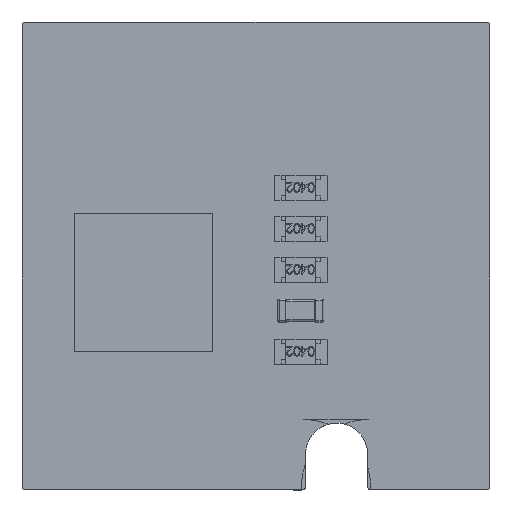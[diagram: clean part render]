
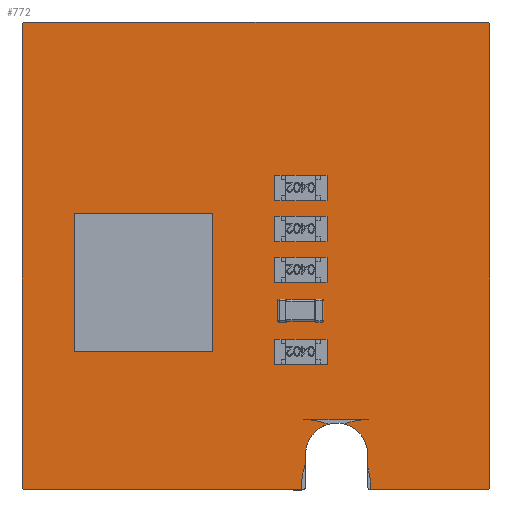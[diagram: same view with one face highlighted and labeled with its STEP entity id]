
A CAD part, top view. The second image highlights one B-rep face of the part: STEP entity #772.
In plain terms, the highlighted planar face has unit normal (0, 0, 1).
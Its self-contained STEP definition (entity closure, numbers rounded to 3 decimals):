
#109 = VERTEX_POINT('',#110);
#110 = CARTESIAN_POINT('',(0.,-0.077,1.001));
#116 = EDGE_CURVE('',#109,#117,#119,.T.);
#117 = VERTEX_POINT('',#118);
#118 = CARTESIAN_POINT('',(-0.077,0.,
    1.001));
#119 = CIRCLE('',#120,0.079);
#120 = AXIS2_PLACEMENT_3D('',#121,#122,#123);
#121 = CARTESIAN_POINT('',(0.002,0.002,
    1.001));
#122 = DIRECTION('',(0.,0.,-1.));
#123 = DIRECTION('',(-0.02,-1.,0.));
#149 = EDGE_CURVE('',#117,#150,#152,.T.);
#150 = VERTEX_POINT('',#151);
#151 = CARTESIAN_POINT('',(-0.077,10.,1.001));
#152 = LINE('',#153,#154);
#153 = CARTESIAN_POINT('',(-0.077,0.,1.001));
#154 = VECTOR('',#155,1.);
#155 = DIRECTION('',(0.,1.,0.));
#180 = EDGE_CURVE('',#150,#181,#183,.T.);
#181 = VERTEX_POINT('',#182);
#182 = CARTESIAN_POINT('',(0.,10.077,
    1.001));
#183 = CIRCLE('',#184,0.079);
#184 = AXIS2_PLACEMENT_3D('',#185,#186,#187);
#185 = CARTESIAN_POINT('',(0.002,9.998,1.001)
  );
#186 = DIRECTION('',(0.,0.,-1.));
#187 = DIRECTION('',(-1.,0.02,0.));
#213 = EDGE_CURVE('',#181,#214,#216,.T.);
#214 = VERTEX_POINT('',#215);
#215 = CARTESIAN_POINT('',(10.,10.077,1.001));
#216 = LINE('',#217,#218);
#217 = CARTESIAN_POINT('',(0.,10.077,1.001));
#218 = VECTOR('',#219,1.);
#219 = DIRECTION('',(1.,0.,0.));
#244 = EDGE_CURVE('',#214,#245,#247,.T.);
#245 = VERTEX_POINT('',#246);
#246 = CARTESIAN_POINT('',(10.077,10.,1.001));
#247 = CIRCLE('',#248,0.079);
#248 = AXIS2_PLACEMENT_3D('',#249,#250,#251);
#249 = CARTESIAN_POINT('',(9.998,9.998,1.001));
#250 = DIRECTION('',(0.,0.,-1.));
#251 = DIRECTION('',(0.02,1.,0.));
#277 = EDGE_CURVE('',#245,#278,#280,.T.);
#278 = VERTEX_POINT('',#279);
#279 = CARTESIAN_POINT('',(10.077,0.,
    1.001));
#280 = LINE('',#281,#282);
#281 = CARTESIAN_POINT('',(10.077,10.,1.001));
#282 = VECTOR('',#283,1.);
#283 = DIRECTION('',(0.,-1.,0.));
#308 = EDGE_CURVE('',#278,#309,#311,.T.);
#309 = VERTEX_POINT('',#310);
#310 = CARTESIAN_POINT('',(10.,-0.077,1.001));
#311 = CIRCLE('',#312,0.079);
#312 = AXIS2_PLACEMENT_3D('',#313,#314,#315);
#313 = CARTESIAN_POINT('',(9.998,0.002,1.001)
  );
#314 = DIRECTION('',(0.,0.,-1.));
#315 = DIRECTION('',(1.,-0.02,0.));
#341 = EDGE_CURVE('',#309,#342,#344,.T.);
#342 = VERTEX_POINT('',#343);
#343 = CARTESIAN_POINT('',(7.5,-0.077,1.001));
#344 = LINE('',#345,#346);
#345 = CARTESIAN_POINT('',(10.,-0.077,1.001));
#346 = VECTOR('',#347,1.);
#347 = DIRECTION('',(-1.,0.,0.));
#372 = EDGE_CURVE('',#342,#373,#375,.T.);
#373 = VERTEX_POINT('',#374);
#374 = CARTESIAN_POINT('',(7.485,-0.075,1.001)
  );
#375 = CIRCLE('',#376,0.079);
#376 = AXIS2_PLACEMENT_3D('',#377,#378,#379);
#377 = CARTESIAN_POINT('',(7.502,0.002,1.001));
#378 = DIRECTION('',(0.,0.,-1.));
#379 = DIRECTION('',(-0.02,-1.,0.));
#405 = EDGE_CURVE('',#373,#406,#408,.T.);
#406 = VERTEX_POINT('',#407);
#407 = CARTESIAN_POINT('',(7.423,0.427,1.001));
#408 = CIRCLE('',#409,1.45);
#409 = AXIS2_PLACEMENT_3D('',#410,#411,#412);
#410 = CARTESIAN_POINT('',(6.037,0.,1.001));
#411 = DIRECTION('',(0.,0.,1.));
#412 = DIRECTION('',(0.,-1.,0.));
#438 = EDGE_CURVE('',#406,#439,#441,.T.);
#439 = VERTEX_POINT('',#440);
#440 = CARTESIAN_POINT('',(7.423,0.7,1.001));
#441 = LINE('',#442,#443);
#442 = CARTESIAN_POINT('',(7.423,0.,1.001));
#443 = VECTOR('',#444,1.);
#444 = DIRECTION('',(0.,1.,0.));
#469 = EDGE_CURVE('',#439,#470,#472,.T.);
#470 = VERTEX_POINT('',#471);
#471 = CARTESIAN_POINT('',(7.423,0.702,1.001));
#472 = LINE('',#473,#474);
#473 = CARTESIAN_POINT('',(7.423,0.7,1.001));
#474 = VECTOR('',#475,1.);
#475 = DIRECTION('',(0.,1.,0.));
#500 = EDGE_CURVE('',#470,#501,#503,.T.);
#501 = VERTEX_POINT('',#502);
#502 = CARTESIAN_POINT('',(6.915,1.353,1.001));
#503 = CIRCLE('',#504,0.673);
#504 = AXIS2_PLACEMENT_3D('',#505,#506,#507);
#505 = CARTESIAN_POINT('',(6.75,0.7,1.001));
#506 = DIRECTION('',(0.,0.,1.));
#507 = DIRECTION('',(1.,0.003,0.));
#535 = VERTEX_POINT('',#536);
#536 = CARTESIAN_POINT('',(7.437,1.45,1.001));
#542 = EDGE_CURVE('',#535,#501,#543,.T.);
#543 = CIRCLE('',#544,1.45);
#544 = AXIS2_PLACEMENT_3D('',#545,#546,#547);
#545 = CARTESIAN_POINT('',(7.437,0.,1.001));
#546 = DIRECTION('',(0.,0.,1.));
#547 = DIRECTION('',(0.,1.,0.));
#568 = VERTEX_POINT('',#569);
#569 = CARTESIAN_POINT('',(6.037,1.45,1.001));
#575 = EDGE_CURVE('',#568,#535,#576,.T.);
#576 = LINE('',#577,#578);
#577 = CARTESIAN_POINT('',(6.037,1.45,1.001));
#578 = VECTOR('',#579,1.);
#579 = DIRECTION('',(1.,0.,0.));
#599 = VERTEX_POINT('',#600);
#600 = CARTESIAN_POINT('',(6.57,1.349,1.001));
#606 = EDGE_CURVE('',#599,#568,#607,.T.);
#607 = CIRCLE('',#608,1.45);
#608 = AXIS2_PLACEMENT_3D('',#609,#610,#611);
#609 = CARTESIAN_POINT('',(6.037,0.,1.001));
#610 = DIRECTION('',(0.,0.,1.));
#611 = DIRECTION('',(0.,-1.,0.));
#630 = EDGE_CURVE('',#599,#631,#633,.T.);
#631 = VERTEX_POINT('',#632);
#632 = CARTESIAN_POINT('',(6.077,0.7,1.001));
#633 = CIRCLE('',#634,0.673);
#634 = AXIS2_PLACEMENT_3D('',#635,#636,#637);
#635 = CARTESIAN_POINT('',(6.75,0.7,1.001));
#636 = DIRECTION('',(0.,0.,1.));
#637 = DIRECTION('',(1.,0.003,0.));
#663 = EDGE_CURVE('',#631,#664,#666,.T.);
#664 = VERTEX_POINT('',#665);
#665 = CARTESIAN_POINT('',(6.077,0.502,1.001));
#666 = LINE('',#667,#668);
#667 = CARTESIAN_POINT('',(6.077,0.7,1.001));
#668 = VECTOR('',#669,1.);
#669 = DIRECTION('',(0.,-1.,0.));
#694 = EDGE_CURVE('',#664,#695,#697,.T.);
#695 = VERTEX_POINT('',#696);
#696 = CARTESIAN_POINT('',(5.989,-0.077,1.001
    ));
#697 = CIRCLE('',#698,1.45);
#698 = AXIS2_PLACEMENT_3D('',#699,#700,#701);
#699 = CARTESIAN_POINT('',(7.437,0.,1.001));
#700 = DIRECTION('',(0.,0.,1.));
#701 = DIRECTION('',(0.,1.,0.));
#727 = EDGE_CURVE('',#695,#109,#728,.T.);
#728 = LINE('',#729,#730);
#729 = CARTESIAN_POINT('',(6.,-0.077,1.001));
#730 = VECTOR('',#731,1.);
#731 = DIRECTION('',(-1.,0.,0.));
#772 = ADVANCED_FACE('',(#773),#795,.T.);
#773 = FACE_BOUND('',#774,.T.);
#774 = EDGE_LOOP('',(#775,#776,#777,#778,#779,#780,#781,#782,#783,#784,
    #785,#786,#787,#788,#789,#790,#791,#792,#793,#794));
#775 = ORIENTED_EDGE('',*,*,#116,.F.);
#776 = ORIENTED_EDGE('',*,*,#727,.F.);
#777 = ORIENTED_EDGE('',*,*,#694,.F.);
#778 = ORIENTED_EDGE('',*,*,#663,.F.);
#779 = ORIENTED_EDGE('',*,*,#630,.F.);
#780 = ORIENTED_EDGE('',*,*,#606,.T.);
#781 = ORIENTED_EDGE('',*,*,#575,.T.);
#782 = ORIENTED_EDGE('',*,*,#542,.T.);
#783 = ORIENTED_EDGE('',*,*,#500,.F.);
#784 = ORIENTED_EDGE('',*,*,#469,.F.);
#785 = ORIENTED_EDGE('',*,*,#438,.F.);
#786 = ORIENTED_EDGE('',*,*,#405,.F.);
#787 = ORIENTED_EDGE('',*,*,#372,.F.);
#788 = ORIENTED_EDGE('',*,*,#341,.F.);
#789 = ORIENTED_EDGE('',*,*,#308,.F.);
#790 = ORIENTED_EDGE('',*,*,#277,.F.);
#791 = ORIENTED_EDGE('',*,*,#244,.F.);
#792 = ORIENTED_EDGE('',*,*,#213,.F.);
#793 = ORIENTED_EDGE('',*,*,#180,.F.);
#794 = ORIENTED_EDGE('',*,*,#149,.F.);
#795 = PLANE('',#796);
#796 = AXIS2_PLACEMENT_3D('',#797,#798,#799);
#797 = CARTESIAN_POINT('',(0.,-0.077,1.001));
#798 = DIRECTION('',(0.,0.,1.));
#799 = DIRECTION('',(1.,0.,0.));
